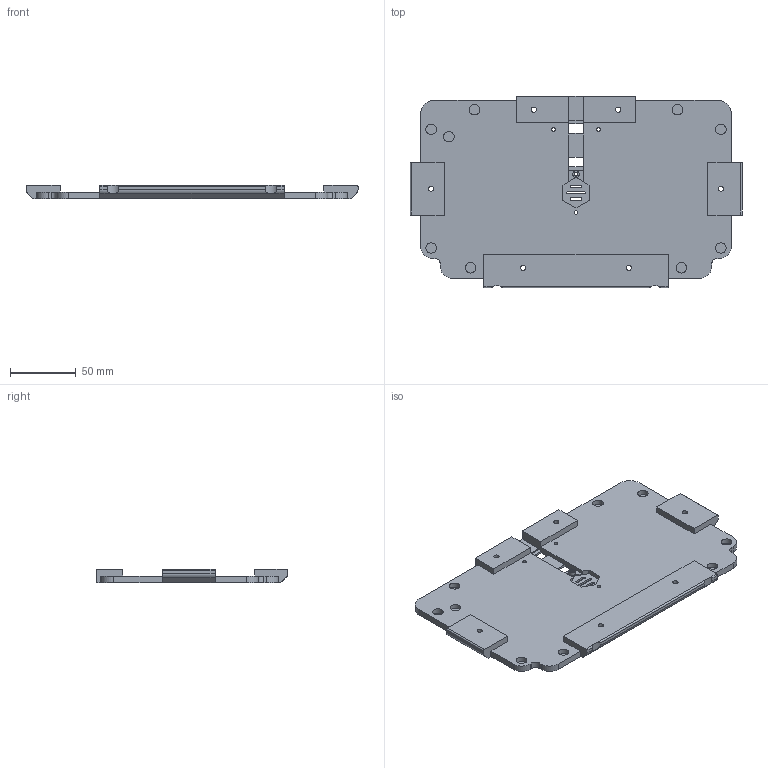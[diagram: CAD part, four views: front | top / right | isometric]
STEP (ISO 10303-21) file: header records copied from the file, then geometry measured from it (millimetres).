
FILE_DESCRIPTION(('FreeCAD Model'),'2;1');
FILE_NAME('LowerCover.step','2017-02-17T19:38:43',('Author'),(''), 'Open CASCADE STEP processor 6.8','FreeCAD','Unknown');
FILE_SCHEMA(('AUTOMOTIVE_DESIGN_CC2 { 1 2 10303 214 -1 1 5 4 }'));
Length unit declared in the file: millimetre
Products named in the file (2): ASSEMBLY; LowerCover
Assembly tree (1 placements, depth 2):
  ASSEMBLY
    LowerCover
Bounding box: 252 x 145 x 10 mm (x, y, z)
Volume: 190233.6 mm3; surface area: 77159.7 mm2
Topology: 1 solids, 1 shells, 181 faces, 481 edges, 317 vertices
Faces by surface type: plane 124, cylinder 53, cone 4
Full cylindrical faces by diameter (mm): 2.8 x4, 4 x6, 5 x1, 8 x15
Entity records: 12903 total; most frequent: CARTESIAN_POINT 3381, DIRECTION 1703, LINE 1065, VECTOR 1065, ORIENTED_EDGE 962, PCURVE 962, DEFINITIONAL_REPRESENTATION 962, EDGE_CURVE 481
